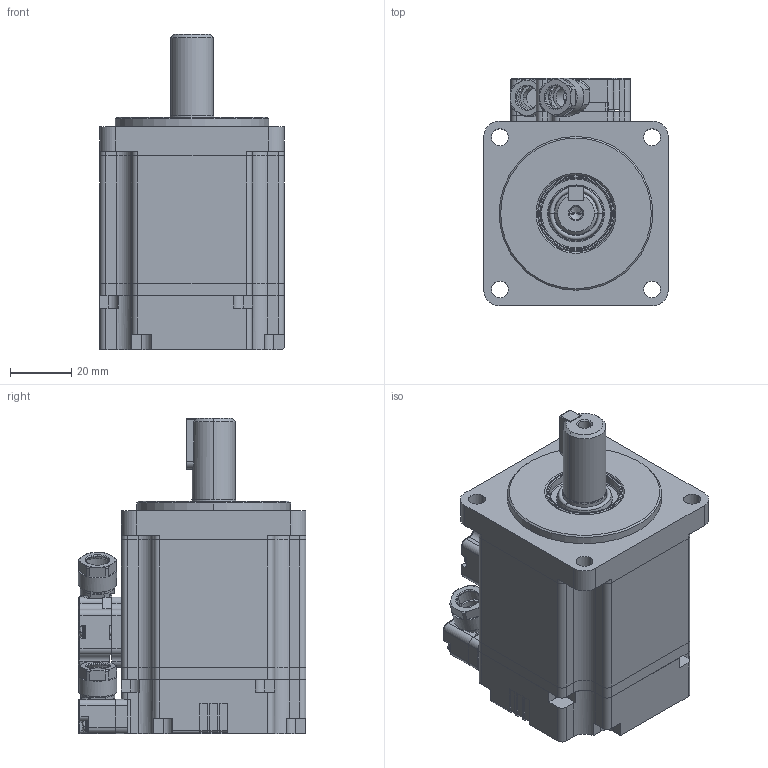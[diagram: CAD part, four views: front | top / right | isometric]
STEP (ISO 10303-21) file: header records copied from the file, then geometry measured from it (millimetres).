
FILE_DESCRIPTION((''),'2;1');
FILE_NAME('MS1H1-20B30CB-A331Z-S_ASM','2019-04-28T14:34:06',('w14852'),(''),'CREO PARAMETRIC BY PTC INC, 2017260','CREO PARAMETRIC BY PTC INC, 2017260','');
FILE_SCHEMA(('CONFIG_CONTROL_DESIGN'));
Length unit declared in the file: inch
Products named in the file (30): 30_1_1_1_2_3_1; _1-SO-67710001_1_1_1; _1-SO-153640001_1_1_1; _1-SO-162270001_1_1_1; 31740004--1-SOLI00_1_1_1_2_3_1; _1-SO-254980001_1_1_1; _1-SO-415730001_1_1_1; _1-SO-451590001_1_1_1; 31900522--1-SOL000_1_1_1_2_3_1; _1-SO-597020001_1_1_1; _1-SO-732150001_1_1_1; _1-SO-767190001_1_1_1; _1-SO-768380001_1_1_1; 31090514--MS1H1-200001_1_1_1; _1-SO-772570001_1_1_1; _1-SO-773040001_1_1_1; _60-1-SO0001_1_1_1_2_3_1; 31100246--1-SOLI00_1_1_1_2_3_1; _1-SO-784980001_1_1_1; _1-SO-785730001_1_1_1; 22010150--1-SOLI00_1_1_1_2_3_1; 31090648--1-SOL000_1_1_1_1; MS1H1-20B30CB-A331Z_1_ASM_1_ASM_ASM; MS1H1-20B30CB-A331Z_ASM_1-33191_ASM; 1716920106_4_1_2_3_4_ASM_1_ASM; MS1H1-20B30CB-A331Z_ASM_1-33226_ASM; 21E8-005-1072-P4_1_1_1_1; 21E8-005-1073-P4_1_1_1_1; MS1H1-20B30CB-A331Z-S_ASM_1_ASM; MS1H1-20B30CB-A331Z-S_ASM
Assembly tree (29 placements, depth 6):
  MS1H1-20B30CB-A331Z-S_ASM
    MS1H1-20B30CB-A331Z-S_ASM_1_ASM
      MS1H1-20B30CB-A331Z_ASM_1-33226_ASM
        MS1H1-20B30CB-A331Z_ASM_1-33191_ASM
          MS1H1-20B30CB-A331Z_1_ASM_1_ASM_ASM
            30_1_1_1_2_3_1
            _1-SO-67710001_1_1_1
            _1-SO-153640001_1_1_1
            _1-SO-162270001_1_1_1
            31740004--1-SOLI00_1_1_1_2_3_1
            _1-SO-254980001_1_1_1
            _1-SO-415730001_1_1_1
            _1-SO-451590001_1_1_1
            31900522--1-SOL000_1_1_1_2_3_1
            _1-SO-597020001_1_1_1
            _1-SO-732150001_1_1_1
            _1-SO-767190001_1_1_1
            _1-SO-768380001_1_1_1
            31090514--MS1H1-200001_1_1_1
            _1-SO-772570001_1_1_1
            _1-SO-773040001_1_1_1
            _60-1-SO0001_1_1_1_2_3_1
            31100246--1-SOLI00_1_1_1_2_3_1
            _1-SO-784980001_1_1_1
            _1-SO-785730001_1_1_1
            22010150--1-SOLI00_1_1_1_2_3_1
            31090648--1-SOL000_1_1_1_1
        1716920106_4_1_2_3_4_ASM_1_ASM
      21E8-005-1072-P4_1_1_1_1
      21E8-005-1073-P4_1_1_1_1
Bounding box: 60 x 74.1 x 102.5 mm (x, y, z)
Volume: 242844.7 mm3; surface area: 60788.7 mm2
Topology: 24 solids, 26 shells, 1626 faces, 4446 edges, 2932 vertices
Faces by surface type: plane 1019, cylinder 439, torus 71, extrusion 39, cone 34, bspline 24
Entity records: 55325 total; most frequent: CARTESIAN_POINT 12694, ORIENTED_EDGE 8880, DIRECTION 8705, EDGE_CURVE 4444, VECTOR 3021, LINE 2982, VERTEX_POINT 2932, AXIS2_PLACEMENT_3D 2842
